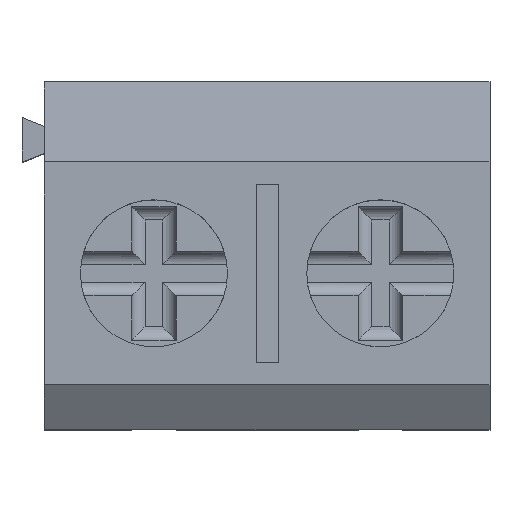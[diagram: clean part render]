
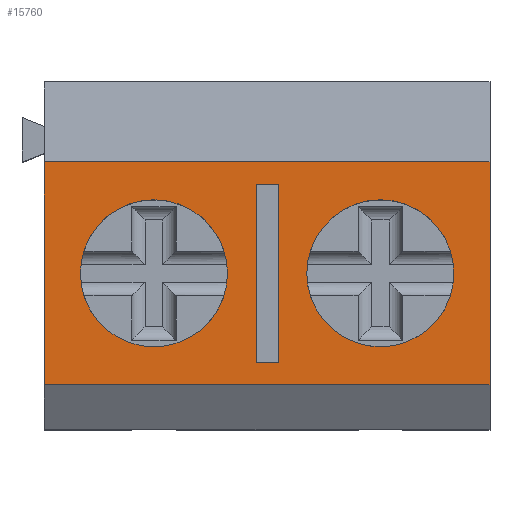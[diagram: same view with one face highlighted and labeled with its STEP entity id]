
A CAD part, top view. The second image highlights one B-rep face of the part: STEP entity #15760.
In plain terms, the highlighted planar face has unit normal (0, 0, 1).
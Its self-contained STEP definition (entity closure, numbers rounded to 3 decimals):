
#45=CIRCLE('',#16176,1.65);
#46=CIRCLE('',#16178,1.65);
#326=FACE_BOUND('',#3346,.T.);
#327=FACE_BOUND('',#3347,.T.);
#328=FACE_BOUND('',#3348,.T.);
#2463=FACE_OUTER_BOUND('',#3345,.T.);
#3345=EDGE_LOOP('',(#13325,#13326,#13327,#13328));
#3346=EDGE_LOOP('',(#13329,#13330,#13331,#13332));
#3347=EDGE_LOOP('',(#13333));
#3348=EDGE_LOOP('',(#13334));
#4086=LINE('',#26804,#5285);
#4322=LINE('',#29914,#5521);
#4361=LINE('',#30008,#5560);
#4362=LINE('',#30010,#5561);
#4363=LINE('',#30013,#5562);
#4364=LINE('',#30015,#5563);
#4365=LINE('',#30017,#5564);
#4366=LINE('',#30018,#5565);
#5285=VECTOR('',#17124,10.);
#5521=VECTOR('',#17456,10.);
#5560=VECTOR('',#17541,10.);
#5561=VECTOR('',#17544,10.);
#5562=VECTOR('',#17545,10.);
#5563=VECTOR('',#17546,10.);
#5564=VECTOR('',#17547,10.);
#5565=VECTOR('',#17548,10.);
#6787=VERTEX_POINT('',#26801);
#6788=VERTEX_POINT('',#26803);
#7113=VERTEX_POINT('',#29911);
#7114=VERTEX_POINT('',#29913);
#7145=VERTEX_POINT('',#29997);
#7146=VERTEX_POINT('',#30001);
#7147=VERTEX_POINT('',#30011);
#7148=VERTEX_POINT('',#30012);
#7149=VERTEX_POINT('',#30014);
#7150=VERTEX_POINT('',#30016);
#8762=EDGE_CURVE('',#6787,#6788,#4086,.T.);
#9248=EDGE_CURVE('',#7114,#7113,#4322,.T.);
#9288=EDGE_CURVE('',#7145,#7145,#45,.T.);
#9290=EDGE_CURVE('',#7146,#7146,#46,.T.);
#9295=EDGE_CURVE('',#7113,#6788,#4361,.T.);
#9296=EDGE_CURVE('',#7114,#6787,#4362,.T.);
#9297=EDGE_CURVE('',#7147,#7148,#4363,.T.);
#9298=EDGE_CURVE('',#7148,#7149,#4364,.T.);
#9299=EDGE_CURVE('',#7149,#7150,#4365,.T.);
#9300=EDGE_CURVE('',#7150,#7147,#4366,.T.);
#13325=ORIENTED_EDGE('',*,*,#9248,.T.);
#13326=ORIENTED_EDGE('',*,*,#9295,.T.);
#13327=ORIENTED_EDGE('',*,*,#8762,.F.);
#13328=ORIENTED_EDGE('',*,*,#9296,.F.);
#13329=ORIENTED_EDGE('',*,*,#9297,.T.);
#13330=ORIENTED_EDGE('',*,*,#9298,.T.);
#13331=ORIENTED_EDGE('',*,*,#9299,.T.);
#13332=ORIENTED_EDGE('',*,*,#9300,.T.);
#13333=ORIENTED_EDGE('',*,*,#9288,.T.);
#13334=ORIENTED_EDGE('',*,*,#9290,.T.);
#15043=PLANE('',#16180);
#15760=ADVANCED_FACE('',(#2463,#326,#327,#328),#15043,.T.);
#16176=AXIS2_PLACEMENT_3D('',#29998,#17528,#17529);
#16178=AXIS2_PLACEMENT_3D('',#30002,#17533,#17534);
#16180=AXIS2_PLACEMENT_3D('',#30009,#17542,#17543);
#17124=DIRECTION('',(0.,-1.,0.));
#17456=DIRECTION('',(0.,-1.,0.));
#17528=DIRECTION('center_axis',(0.,0.,-1.));
#17529=DIRECTION('ref_axis',(-1.,0.,0.));
#17533=DIRECTION('center_axis',(0.,0.,-1.));
#17534=DIRECTION('ref_axis',(-1.,0.,0.));
#17541=DIRECTION('',(1.,0.,0.));
#17542=DIRECTION('center_axis',(0.,0.,1.));
#17543=DIRECTION('ref_axis',(0.,-1.,0.));
#17544=DIRECTION('',(1.,0.,0.));
#17545=DIRECTION('',(0.,-1.,0.));
#17546=DIRECTION('',(-1.,0.,0.));
#17547=DIRECTION('',(0.,1.,0.));
#17548=DIRECTION('',(1.,0.,0.));
#26801=CARTESIAN_POINT('',(10.,6.,10.));
#26803=CARTESIAN_POINT('',(10.,1.,10.));
#26804=CARTESIAN_POINT('',(10.,6.,10.));
#29911=CARTESIAN_POINT('',(0.,1.,10.));
#29913=CARTESIAN_POINT('',(0.,6.,10.));
#29914=CARTESIAN_POINT('',(0.,6.,10.));
#29997=CARTESIAN_POINT('',(4.11,3.5,10.));
#29998=CARTESIAN_POINT('Origin',(2.46,3.5,10.));
#30001=CARTESIAN_POINT('',(9.19,3.5,10.));
#30002=CARTESIAN_POINT('Origin',(7.54,3.5,10.));
#30008=CARTESIAN_POINT('',(0.,1.,10.));
#30009=CARTESIAN_POINT('Origin',(0.,6.,10.));
#30010=CARTESIAN_POINT('',(0.,6.,10.));
#30011=CARTESIAN_POINT('',(5.25,5.5,10.));
#30012=CARTESIAN_POINT('',(5.25,1.5,10.));
#30013=CARTESIAN_POINT('',(5.25,5.75,10.));
#30014=CARTESIAN_POINT('',(4.75,1.5,10.));
#30015=CARTESIAN_POINT('',(2.625,1.5,10.));
#30016=CARTESIAN_POINT('',(4.75,5.5,10.));
#30017=CARTESIAN_POINT('',(4.75,3.75,10.));
#30018=CARTESIAN_POINT('',(2.375,5.5,10.));
